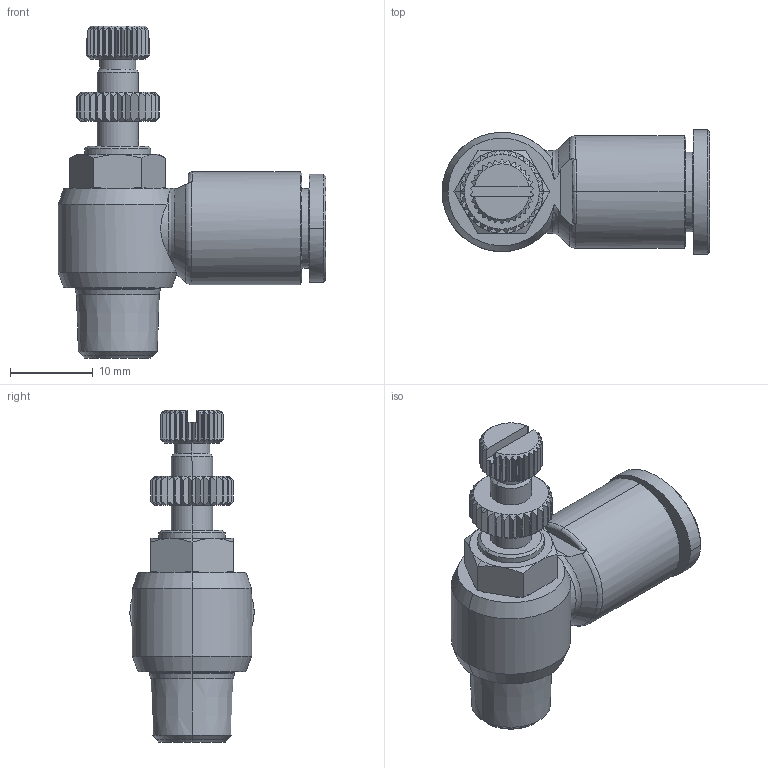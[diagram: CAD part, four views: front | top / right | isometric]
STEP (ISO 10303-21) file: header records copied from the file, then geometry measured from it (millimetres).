
FILE_DESCRIPTION((''),'2;1');
FILE_NAME('GNSE 0801(3D).stp','2012-12-17T11:16:13',(''),(''),'Mechanical Desktop.R8.0.24.0','Mechanical Desktop.R8.0.24.0',', , ');
FILE_SCHEMA(('CONFIG_CONTROL_DESIGN'));
Length unit declared in the file: millimetre
Products named in the file (2): GNSE 0801(3D); ~~~~~ºÎÇ°1
Assembly tree (1 placements, depth 2):
  GNSE 0801(3D)
    ~~~~~ºÎÇ°1
Bounding box: 32.3 x 15 x 40.05 mm (x, y, z)
Volume: 5065.7 mm3; surface area: 3228.4 mm2
Topology: 1 solids, 1 shells, 781 faces, 2101 edges, 1349 vertices
Faces by surface type: plane 485, cylinder 161, cone 100, bspline 33, torus 2
Entity records: 25425 total; most frequent: CARTESIAN_POINT 6648, ORIENTED_EDGE 4202, DIRECTION 3571, EDGE_CURVE 2101, VERTEX_POINT 1349, VECTOR 1337, LINE 1337, AXIS2_PLACEMENT_3D 1117
